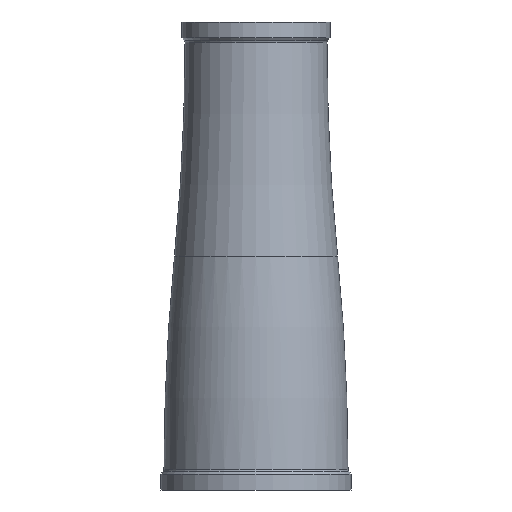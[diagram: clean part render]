
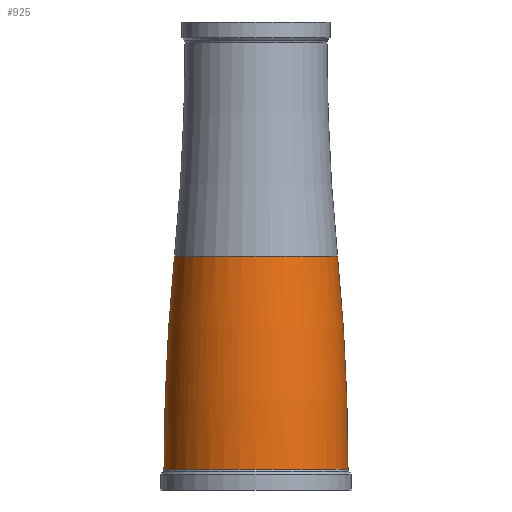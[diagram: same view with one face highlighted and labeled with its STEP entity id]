
A CAD part, left-side view. The second image highlights one B-rep face of the part: STEP entity #925.
In plain terms, the highlighted toroidal (fillet/blend) face has major radius 537.935 mm and minor radius 561.535 mm.
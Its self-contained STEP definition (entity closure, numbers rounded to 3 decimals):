
#19 = EDGE_CURVE ( 'NONE', #641, #774, #866, .T. ) ;
#64 = ORIENTED_EDGE ( 'NONE', *, *, #1065, .T. ) ;
#70 = CARTESIAN_POINT ( 'NONE',  ( 0., 0., 0. ) ) ;
#80 = AXIS2_PLACEMENT_3D ( 'NONE', #70, #403, #908 ) ;
#85 = VERTEX_POINT ( 'NONE', #1009 ) ;
#154 = TOROIDAL_SURFACE ( 'NONE', #507, -537.935, 561.535 ) ;
#160 = AXIS2_PLACEMENT_3D ( 'NONE', #515, #1023, #345 ) ;
#173 = ORIENTED_EDGE ( 'NONE', *, *, #686, .T. ) ;
#200 = CIRCLE ( 'NONE', #204, 561.535 ) ;
#204 = AXIS2_PLACEMENT_3D ( 'NONE', #775, #262, #602 ) ;
#211 = DIRECTION ( 'NONE',  ( 0., 1., 0. ) ) ;
#262 = DIRECTION ( 'NONE',  ( -1., 0., 0. ) ) ;
#267 = FACE_OUTER_BOUND ( 'NONE', #278, .T. ) ;
#278 = EDGE_LOOP ( 'NONE', ( #635, #173, #64, #387 ) ) ;
#297 = CARTESIAN_POINT ( 'NONE',  ( 0., 23.6, -54.65 ) ) ;
#343 = CARTESIAN_POINT ( 'NONE',  ( 0., -20.9, 0. ) ) ;
#345 = DIRECTION ( 'NONE',  ( 0., 1., 0. ) ) ;
#387 = ORIENTED_EDGE ( 'NONE', *, *, #19, .F. ) ;
#391 = CARTESIAN_POINT ( 'NONE',  ( 0., 0., -54.65 ) ) ;
#403 = DIRECTION ( 'NONE',  ( 0., 0., -1. ) ) ;
#479 = DIRECTION ( 'NONE',  ( 0., 0., -1. ) ) ;
#500 = AXIS2_PLACEMENT_3D ( 'NONE', #391, #479, #566 ) ;
#507 = AXIS2_PLACEMENT_3D ( 'NONE', #918, #837, #211 ) ;
#515 = CARTESIAN_POINT ( 'NONE',  ( 0., 537.935, -55. ) ) ;
#548 = EDGE_CURVE ( 'NONE', #1044, #641, #616, .T. ) ;
#566 = DIRECTION ( 'NONE',  ( 0., 1., 0. ) ) ;
#602 = DIRECTION ( 'NONE',  ( 0., 0., 1. ) ) ;
#616 = CIRCLE ( 'NONE', #160, 561.535 ) ;
#635 = ORIENTED_EDGE ( 'NONE', *, *, #548, .F. ) ;
#641 = VERTEX_POINT ( 'NONE', #740 ) ;
#686 = EDGE_CURVE ( 'NONE', #1044, #85, #717, .T. ) ;
#717 = CIRCLE ( 'NONE', #80, 20.9 ) ;
#740 = CARTESIAN_POINT ( 'NONE',  ( 0., -23.6, -54.65 ) ) ;
#774 = VERTEX_POINT ( 'NONE', #297 ) ;
#775 = CARTESIAN_POINT ( 'NONE',  ( 0., -537.935, -55. ) ) ;
#837 = DIRECTION ( 'NONE',  ( 0., 0., -1. ) ) ;
#866 = CIRCLE ( 'NONE', #500, 23.6 ) ;
#908 = DIRECTION ( 'NONE',  ( 0., 1., 0. ) ) ;
#918 = CARTESIAN_POINT ( 'NONE',  ( 0., 0., -55. ) ) ;
#925 = ADVANCED_FACE ( 'NONE', ( #267 ), #154, .T. ) ;
#1009 = CARTESIAN_POINT ( 'NONE',  ( 0., 20.9, 0. ) ) ;
#1023 = DIRECTION ( 'NONE',  ( 1., 0., 0. ) ) ;
#1044 = VERTEX_POINT ( 'NONE', #343 ) ;
#1065 = EDGE_CURVE ( 'NONE', #85, #774, #200, .T. ) ;
